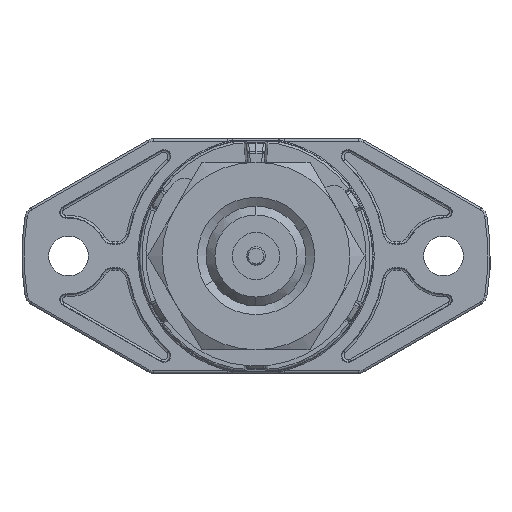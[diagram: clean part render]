
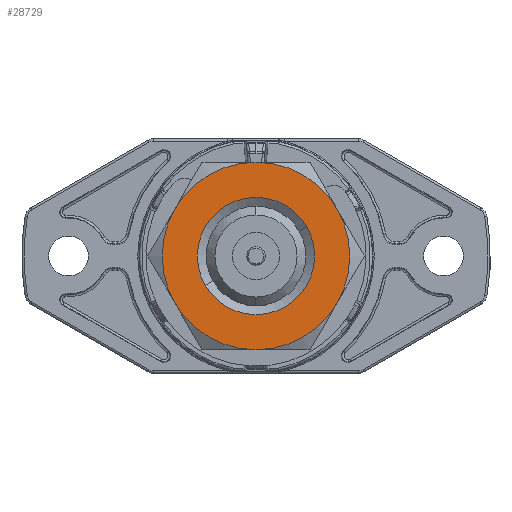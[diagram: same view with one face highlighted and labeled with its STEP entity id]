
A CAD part, front view. The second image highlights one B-rep face of the part: STEP entity #28729.
In plain terms, the highlighted planar face has unit normal (0, -1, 0).
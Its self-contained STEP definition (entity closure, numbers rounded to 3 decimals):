
#104 = CARTESIAN_POINT ( 'NONE',  ( 0., -16., 0. ) ) ;
#367 = CIRCLE ( 'NONE', #37037, 5. ) ;
#881 = AXIS2_PLACEMENT_3D ( 'NONE', #29156, #67658, #73185 ) ;
#981 = CARTESIAN_POINT ( 'NONE',  ( 4.33, -16., 2.5 ) ) ;
#1476 = VERTEX_POINT ( 'NONE', #19923 ) ;
#1517 = EDGE_CURVE ( 'NONE', #69703, #27098, #67346, .T. ) ;
#1807 = PLANE ( 'NONE',  #63859 ) ;
#2901 = DIRECTION ( 'NONE',  ( 0.866, 0., 0.5 ) ) ;
#3212 = CIRCLE ( 'NONE', #28073, 8. ) ;
#4625 = DIRECTION ( 'NONE',  ( 0., 1., 0. ) ) ;
#5836 = ORIENTED_EDGE ( 'NONE', *, *, #1517, .F. ) ;
#7680 = AXIS2_PLACEMENT_3D ( 'NONE', #104, #22691, #48458 ) ;
#7900 = DIRECTION ( 'NONE',  ( 0.866, 0., 0.5 ) ) ;
#12385 = DIRECTION ( 'NONE',  ( 0., 1., 0. ) ) ;
#12740 = CARTESIAN_POINT ( 'NONE',  ( 0., -16., 0. ) ) ;
#12925 = FACE_OUTER_BOUND ( 'NONE', #66005, .T. ) ;
#14359 = DIRECTION ( 'NONE',  ( 0., 1., 0. ) ) ;
#15610 = DIRECTION ( 'NONE',  ( 0.866, 0., 0.5 ) ) ;
#16594 = DIRECTION ( 'NONE',  ( 0.866, 0., 0.5 ) ) ;
#16650 = AXIS2_PLACEMENT_3D ( 'NONE', #33623, #33982, #16594 ) ;
#18728 = ORIENTED_EDGE ( 'NONE', *, *, #58401, .F. ) ;
#19229 = ORIENTED_EDGE ( 'NONE', *, *, #54785, .T. ) ;
#19923 = CARTESIAN_POINT ( 'NONE',  ( -6.928, -16., -4. ) ) ;
#21006 = CARTESIAN_POINT ( 'NONE',  ( 6.928, -16., 4. ) ) ;
#21519 = DIRECTION ( 'NONE',  ( 0., 1., 0. ) ) ;
#21854 = CARTESIAN_POINT ( 'NONE',  ( 0., -16., 8. ) ) ;
#22031 = DIRECTION ( 'NONE',  ( 0.866, 0., 0.5 ) ) ;
#22691 = DIRECTION ( 'NONE',  ( 0., 1., 0. ) ) ;
#25750 = VERTEX_POINT ( 'NONE', #59423 ) ;
#27098 = VERTEX_POINT ( 'NONE', #21006 ) ;
#28073 = AXIS2_PLACEMENT_3D ( 'NONE', #61662, #12385, #22031 ) ;
#28729 = ADVANCED_FACE ( 'NONE', ( #58089, #12925 ), #1807, .T. ) ;
#29156 = CARTESIAN_POINT ( 'NONE',  ( 0., -16., 0. ) ) ;
#29974 = DIRECTION ( 'NONE',  ( 0., -1., 0. ) ) ;
#31186 = AXIS2_PLACEMENT_3D ( 'NONE', #38324, #4625, #53880 ) ;
#31532 = CARTESIAN_POINT ( 'NONE',  ( 0., -16., 0. ) ) ;
#33623 = CARTESIAN_POINT ( 'NONE',  ( 0., -16., 0. ) ) ;
#33982 = DIRECTION ( 'NONE',  ( 0., 1., 0. ) ) ;
#34739 = EDGE_CURVE ( 'NONE', #1476, #25750, #48933, .T. ) ;
#35518 = CARTESIAN_POINT ( 'NONE',  ( -4.619, -16., 8. ) ) ;
#37037 = AXIS2_PLACEMENT_3D ( 'NONE', #31532, #21519, #15610 ) ;
#37063 = VERTEX_POINT ( 'NONE', #981 ) ;
#38324 = CARTESIAN_POINT ( 'NONE',  ( 0., -16., 0. ) ) ;
#38576 = CIRCLE ( 'NONE', #48030, 8. ) ;
#39635 = ORIENTED_EDGE ( 'NONE', *, *, #44914, .T. ) ;
#41983 = ORIENTED_EDGE ( 'NONE', *, *, #71218, .F. ) ;
#42507 = CARTESIAN_POINT ( 'NONE',  ( 0., -16., 0. ) ) ;
#43793 = CIRCLE ( 'NONE', #16650, 8. ) ;
#44914 = EDGE_CURVE ( 'NONE', #71694, #37063, #58518, .T. ) ;
#48030 = AXIS2_PLACEMENT_3D ( 'NONE', #12740, #64534, #7900 ) ;
#48458 = DIRECTION ( 'NONE',  ( 0.866, 0., 0.5 ) ) ;
#48724 = VERTEX_POINT ( 'NONE', #57618 ) ;
#48933 = CIRCLE ( 'NONE', #31186, 8. ) ;
#49197 = ORIENTED_EDGE ( 'NONE', *, *, #34739, .F. ) ;
#52288 = ORIENTED_EDGE ( 'NONE', *, *, #58881, .F. ) ;
#52540 = DIRECTION ( 'NONE',  ( 0.866, 0., 0.5 ) ) ;
#53729 = CARTESIAN_POINT ( 'NONE',  ( -4.33, -16., -2.5 ) ) ;
#53880 = DIRECTION ( 'NONE',  ( -0.866, 0., -0.5 ) ) ;
#54331 = AXIS2_PLACEMENT_3D ( 'NONE', #42507, #14359, #2901 ) ;
#54785 = EDGE_CURVE ( 'NONE', #37063, #71694, #367, .T. ) ;
#57618 = CARTESIAN_POINT ( 'NONE',  ( 0., -16., -8. ) ) ;
#58089 = FACE_BOUND ( 'NONE', #61071, .T. ) ;
#58401 = EDGE_CURVE ( 'NONE', #25750, #69703, #38576, .T. ) ;
#58518 = CIRCLE ( 'NONE', #7680, 5. ) ;
#58881 = EDGE_CURVE ( 'NONE', #27098, #67897, #68221, .T. ) ;
#59288 = EDGE_CURVE ( 'NONE', #48724, #1476, #3212, .T. ) ;
#59423 = CARTESIAN_POINT ( 'NONE',  ( -6.928, -16., 4. ) ) ;
#61071 = EDGE_LOOP ( 'NONE', ( #39635, #19229 ) ) ;
#61662 = CARTESIAN_POINT ( 'NONE',  ( 0., -16., 0. ) ) ;
#62711 = ORIENTED_EDGE ( 'NONE', *, *, #59288, .F. ) ;
#63859 = AXIS2_PLACEMENT_3D ( 'NONE', #35518, #29974, #52540 ) ;
#64534 = DIRECTION ( 'NONE',  ( 0., 1., 0. ) ) ;
#66005 = EDGE_LOOP ( 'NONE', ( #52288, #5836, #18728, #49197, #62711, #41983 ) ) ;
#67346 = CIRCLE ( 'NONE', #54331, 8. ) ;
#67658 = DIRECTION ( 'NONE',  ( 0., 1., 0. ) ) ;
#67897 = VERTEX_POINT ( 'NONE', #69248 ) ;
#68221 = CIRCLE ( 'NONE', #881, 8. ) ;
#69248 = CARTESIAN_POINT ( 'NONE',  ( 6.928, -16., -4. ) ) ;
#69703 = VERTEX_POINT ( 'NONE', #21854 ) ;
#71218 = EDGE_CURVE ( 'NONE', #67897, #48724, #43793, .T. ) ;
#71694 = VERTEX_POINT ( 'NONE', #53729 ) ;
#73185 = DIRECTION ( 'NONE',  ( 0.866, 0., 0.5 ) ) ;
